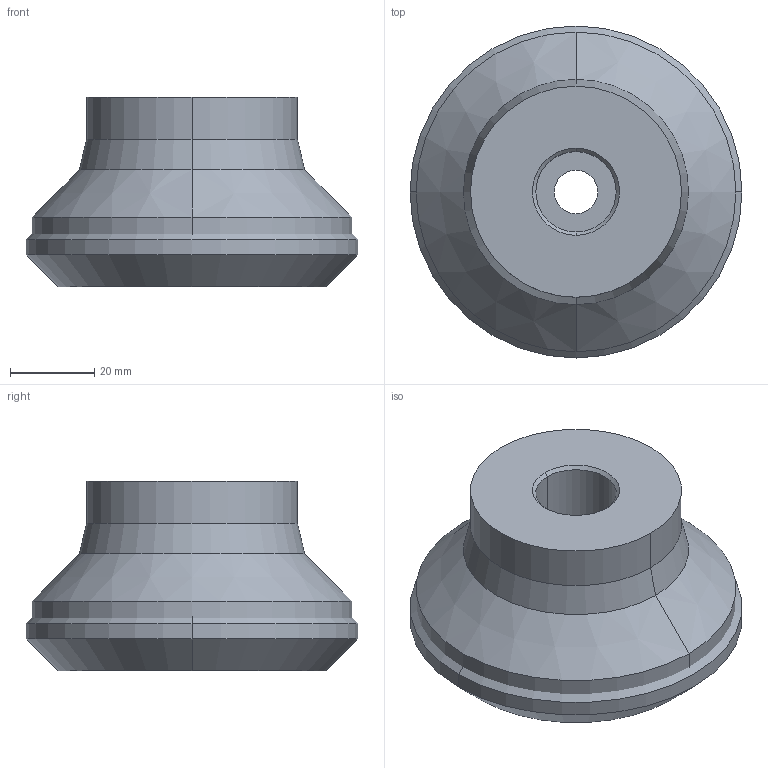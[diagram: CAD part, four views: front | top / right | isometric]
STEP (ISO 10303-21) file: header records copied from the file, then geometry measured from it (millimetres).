
FILE_DESCRIPTION(('no description'),'unknown implementation level');
FILE_NAME('solidO1eh0bdk6IEA3d3w9vcLXSGqw7k_1.STP',' ',('CIMSOURCE GmbH'),('CADClick - KiM GmbH - www.kimweb.de'),'unknown preprocess','ACIS','unknown authorization');
FILE_SCHEMA(('automotive_design'));
Length unit declared in the file: millimetre
Products named in the file (2): 1; 2
Bounding box: 78.66 x 78.66 x 45 mm (x, y, z)
Volume: 141279.4 mm3; surface area: 27820.7 mm2
Topology: 2 solids, 2 shells, 41 faces, 82 edges, 48 vertices
Faces by surface type: cone 20, cylinder 14, plane 7
Entity records: 2111 total; most frequent: DIRECTION 222, CARTESIAN_POINT 176, STYLED_ITEM 173, PRESENTATION_STYLE_ASSIGNMENT 173, COLOUR_RGB 173, ORIENTED_EDGE 164, AXIS2_PLACEMENT_3D 94, EDGE_CURVE 82
